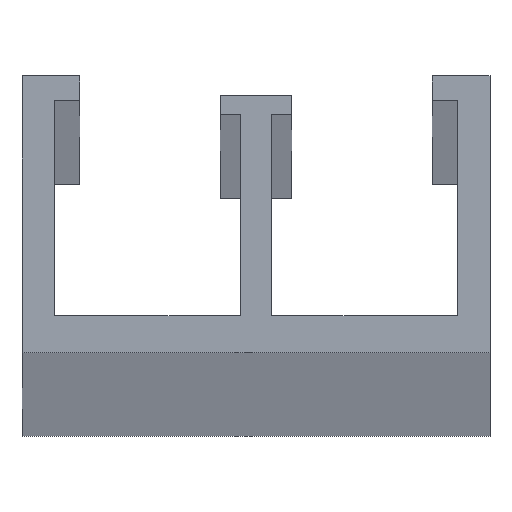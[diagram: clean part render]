
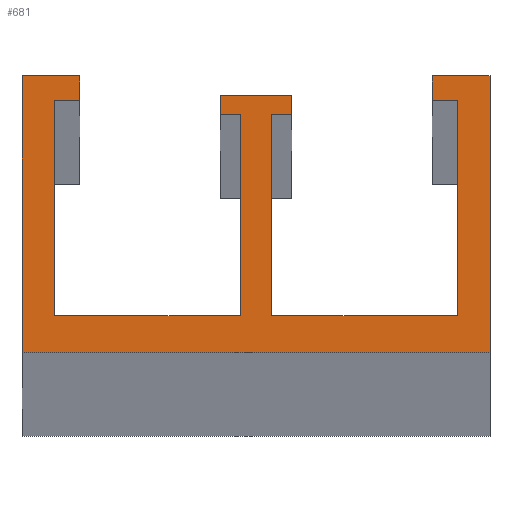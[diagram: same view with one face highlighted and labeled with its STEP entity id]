
A CAD part, top view. The second image highlights one B-rep face of the part: STEP entity #681.
In plain terms, the highlighted planar face has unit normal (0, 0, 1).
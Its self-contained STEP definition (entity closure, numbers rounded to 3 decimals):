
#3 = VERTEX_POINT ( 'NONE', #423 ) ;
#4 = CARTESIAN_POINT ( 'NONE',  ( 12.2, 7.215, 2500. ) ) ;
#11 = CARTESIAN_POINT ( 'NONE',  ( 10.51, 5.915, 2500. ) ) ;
#12 = EDGE_CURVE ( 'NONE', #263, #106, #80, .T. ) ;
#18 = LINE ( 'NONE', #464, #74 ) ;
#19 = VECTOR ( 'NONE', #408, 1000. ) ;
#23 = DIRECTION ( 'NONE',  ( 1., 0., 0. ) ) ;
#26 = LINE ( 'NONE', #459, #607 ) ;
#32 = CARTESIAN_POINT ( 'NONE',  ( -9.2, 7.215, 2500. ) ) ;
#39 = DIRECTION ( 'NONE',  ( 1., 0., 0. ) ) ;
#47 = DIRECTION ( 'NONE',  ( 1., 0., 0. ) ) ;
#48 = VERTEX_POINT ( 'NONE', #520 ) ;
#55 = LINE ( 'NONE', #606, #369 ) ;
#56 = EDGE_CURVE ( 'NONE', #359, #562, #84, .T. ) ;
#60 = LINE ( 'NONE', #4, #159 ) ;
#62 = CARTESIAN_POINT ( 'NONE',  ( -9.2, 7.215, 2500. ) ) ;
#63 = VECTOR ( 'NONE', #39, 1000. ) ;
#67 = EDGE_CURVE ( 'NONE', #3, #462, #247, .T. ) ;
#68 = CARTESIAN_POINT ( 'NONE',  ( 9.2, 7.215, 2500. ) ) ;
#70 = ORIENTED_EDGE ( 'NONE', *, *, #665, .F. ) ;
#72 = CARTESIAN_POINT ( 'NONE',  ( -9.2, 5.915, 2500. ) ) ;
#74 = VECTOR ( 'NONE', #622, 1000. ) ;
#75 = CARTESIAN_POINT ( 'NONE',  ( -1.865, 5.185, 2500. ) ) ;
#80 = LINE ( 'NONE', #303, #389 ) ;
#84 = LINE ( 'NONE', #473, #88 ) ;
#86 = DIRECTION ( 'NONE',  ( 0., 0., -1. ) ) ;
#88 = VECTOR ( 'NONE', #23, 1000. ) ;
#91 = ORIENTED_EDGE ( 'NONE', *, *, #465, .T. ) ;
#99 = EDGE_CURVE ( 'NONE', #228, #443, #18, .T. ) ;
#101 = ORIENTED_EDGE ( 'NONE', *, *, #99, .T. ) ;
#106 = VERTEX_POINT ( 'NONE', #290 ) ;
#116 = CARTESIAN_POINT ( 'NONE',  ( -10.51, 5.915, 2500. ) ) ;
#122 = CARTESIAN_POINT ( 'NONE',  ( 0.815, -5.305, 2500. ) ) ;
#126 = LINE ( 'NONE', #283, #377 ) ;
#130 = LINE ( 'NONE', #122, #552 ) ;
#143 = VERTEX_POINT ( 'NONE', #683 ) ;
#144 = EDGE_CURVE ( 'NONE', #375, #559, #130, .T. ) ;
#150 = VERTEX_POINT ( 'NONE', #72 ) ;
#151 = EDGE_CURVE ( 'NONE', #707, #228, #186, .T. ) ;
#152 = LINE ( 'NONE', #256, #63 ) ;
#155 = ORIENTED_EDGE ( 'NONE', *, *, #460, .T. ) ;
#158 = ORIENTED_EDGE ( 'NONE', *, *, #483, .F. ) ;
#159 = VECTOR ( 'NONE', #235, 1000. ) ;
#162 = EDGE_CURVE ( 'NONE', #226, #106, #560, .T. ) ;
#165 = ORIENTED_EDGE ( 'NONE', *, *, #67, .F. ) ;
#171 = ORIENTED_EDGE ( 'NONE', *, *, #545, .F. ) ;
#179 = EDGE_CURVE ( 'NONE', #462, #562, #26, .T. ) ;
#186 = LINE ( 'NONE', #396, #245 ) ;
#189 = CARTESIAN_POINT ( 'NONE',  ( 12.2, -7.215, 2500. ) ) ;
#192 = ORIENTED_EDGE ( 'NONE', *, *, #570, .F. ) ;
#193 = CARTESIAN_POINT ( 'NONE',  ( -12.2, 7.215, 2500. ) ) ;
#207 = CARTESIAN_POINT ( 'NONE',  ( 1.865, 5.185, 2500. ) ) ;
#210 = AXIS2_PLACEMENT_3D ( 'NONE', #636, #86, #491 ) ;
#226 = VERTEX_POINT ( 'NONE', #317 ) ;
#228 = VERTEX_POINT ( 'NONE', #422 ) ;
#235 = DIRECTION ( 'NONE',  ( 0., -1., 0. ) ) ;
#236 = EDGE_CURVE ( 'NONE', #443, #559, #590, .T. ) ;
#243 = DIRECTION ( 'NONE',  ( 1., 0., 0. ) ) ;
#245 = VECTOR ( 'NONE', #613, 1000. ) ;
#246 = VECTOR ( 'NONE', #305, 1000. ) ;
#247 = LINE ( 'NONE', #519, #328 ) ;
#254 = ORIENTED_EDGE ( 'NONE', *, *, #144, .F. ) ;
#256 = CARTESIAN_POINT ( 'NONE',  ( -10.51, -5.305, 2500. ) ) ;
#257 = CARTESIAN_POINT ( 'NONE',  ( 10.51, 5.915, 2500. ) ) ;
#263 = VERTEX_POINT ( 'NONE', #426 ) ;
#267 = CARTESIAN_POINT ( 'NONE',  ( 10.51, -5.305, 2500. ) ) ;
#274 = ORIENTED_EDGE ( 'NONE', *, *, #486, .F. ) ;
#277 = VECTOR ( 'NONE', #308, 1000. ) ;
#283 = CARTESIAN_POINT ( 'NONE',  ( 0.815, -5.305, 2500. ) ) ;
#289 = DIRECTION ( 'NONE',  ( 1., 0., 0. ) ) ;
#290 = CARTESIAN_POINT ( 'NONE',  ( -0.815, 5.185, 2500. ) ) ;
#291 = ORIENTED_EDGE ( 'NONE', *, *, #236, .T. ) ;
#292 = CARTESIAN_POINT ( 'NONE',  ( -12.2, 7.215, 2500. ) ) ;
#296 = LINE ( 'NONE', #292, #19 ) ;
#300 = ORIENTED_EDGE ( 'NONE', *, *, #179, .F. ) ;
#303 = CARTESIAN_POINT ( 'NONE',  ( -0.815, -5.305, 2500. ) ) ;
#304 = VERTEX_POINT ( 'NONE', #546 ) ;
#305 = DIRECTION ( 'NONE',  ( 1., 0., 0. ) ) ;
#308 = DIRECTION ( 'NONE',  ( 0., -1., 0. ) ) ;
#313 = DIRECTION ( 'NONE',  ( 0., 1., 0. ) ) ;
#317 = CARTESIAN_POINT ( 'NONE',  ( -1.865, 5.185, 2500. ) ) ;
#322 = ORIENTED_EDGE ( 'NONE', *, *, #12, .F. ) ;
#323 = CARTESIAN_POINT ( 'NONE',  ( 0.815, -5.305, 2500. ) ) ;
#326 = ORIENTED_EDGE ( 'NONE', *, *, #603, .T. ) ;
#328 = VECTOR ( 'NONE', #686, 1000. ) ;
#336 = EDGE_CURVE ( 'NONE', #670, #487, #55, .T. ) ;
#339 = DIRECTION ( 'NONE',  ( 0., -1., 0. ) ) ;
#344 = LINE ( 'NONE', #395, #463 ) ;
#345 = DIRECTION ( 'NONE',  ( 1., 0., 0. ) ) ;
#351 = CARTESIAN_POINT ( 'NONE',  ( 1.865, 6.185, 2500. ) ) ;
#356 = VECTOR ( 'NONE', #532, 1000. ) ;
#359 = VERTEX_POINT ( 'NONE', #494 ) ;
#369 = VECTOR ( 'NONE', #47, 1000. ) ;
#375 = VERTEX_POINT ( 'NONE', #323 ) ;
#377 = VECTOR ( 'NONE', #505, 1000. ) ;
#389 = VECTOR ( 'NONE', #313, 1000. ) ;
#395 = CARTESIAN_POINT ( 'NONE',  ( -12.2, -7.215, 2500. ) ) ;
#396 = CARTESIAN_POINT ( 'NONE',  ( 9.2, 7.215, 2500. ) ) ;
#408 = DIRECTION ( 'NONE',  ( 0., -1., 0. ) ) ;
#421 = LINE ( 'NONE', #32, #277 ) ;
#422 = CARTESIAN_POINT ( 'NONE',  ( 9.2, 5.915, 2500. ) ) ;
#423 = CARTESIAN_POINT ( 'NONE',  ( -1.865, 6.185, 2500. ) ) ;
#426 = CARTESIAN_POINT ( 'NONE',  ( -0.815, -5.305, 2500. ) ) ;
#428 = VECTOR ( 'NONE', #345, 1000. ) ;
#435 = EDGE_CURVE ( 'NONE', #143, #454, #344, .T. ) ;
#443 = VERTEX_POINT ( 'NONE', #11 ) ;
#454 = VERTEX_POINT ( 'NONE', #189 ) ;
#459 = CARTESIAN_POINT ( 'NONE',  ( 1.865, 6.185, 2500. ) ) ;
#460 = EDGE_CURVE ( 'NONE', #375, #359, #126, .T. ) ;
#462 = VERTEX_POINT ( 'NONE', #351 ) ;
#463 = VECTOR ( 'NONE', #624, 1000. ) ;
#464 = CARTESIAN_POINT ( 'NONE',  ( 9.2, 5.915, 2500. ) ) ;
#465 = EDGE_CURVE ( 'NONE', #670, #143, #296, .T. ) ;
#473 = CARTESIAN_POINT ( 'NONE',  ( 0.815, 5.185, 2500. ) ) ;
#476 = VECTOR ( 'NONE', #339, 1000. ) ;
#483 = EDGE_CURVE ( 'NONE', #575, #454, #60, .T. ) ;
#486 = EDGE_CURVE ( 'NONE', #304, #48, #671, .T. ) ;
#487 = VERTEX_POINT ( 'NONE', #62 ) ;
#491 = DIRECTION ( 'NONE',  ( -1., 0., 0. ) ) ;
#494 = CARTESIAN_POINT ( 'NONE',  ( 0.815, 5.185, 2500. ) ) ;
#505 = DIRECTION ( 'NONE',  ( 0., 1., 0. ) ) ;
#514 = DIRECTION ( 'NONE',  ( 0., -1., 0. ) ) ;
#519 = CARTESIAN_POINT ( 'NONE',  ( -1.865, 6.185, 2500. ) ) ;
#520 = CARTESIAN_POINT ( 'NONE',  ( -10.51, -5.305, 2500. ) ) ;
#529 = ORIENTED_EDGE ( 'NONE', *, *, #56, .T. ) ;
#532 = DIRECTION ( 'NONE',  ( 0., -1., 0. ) ) ;
#545 = EDGE_CURVE ( 'NONE', #707, #575, #563, .T. ) ;
#546 = CARTESIAN_POINT ( 'NONE',  ( -10.51, 5.915, 2500. ) ) ;
#550 = ORIENTED_EDGE ( 'NONE', *, *, #336, .F. ) ;
#552 = VECTOR ( 'NONE', #243, 1000. ) ;
#559 = VERTEX_POINT ( 'NONE', #267 ) ;
#560 = LINE ( 'NONE', #75, #428 ) ;
#562 = VERTEX_POINT ( 'NONE', #207 ) ;
#563 = LINE ( 'NONE', #68, #572 ) ;
#570 = EDGE_CURVE ( 'NONE', #487, #150, #421, .T. ) ;
#572 = VECTOR ( 'NONE', #289, 1000. ) ;
#575 = VERTEX_POINT ( 'NONE', #699 ) ;
#577 = LINE ( 'NONE', #646, #246 ) ;
#585 = DIRECTION ( 'NONE',  ( 0., -1., 0. ) ) ;
#588 = CARTESIAN_POINT ( 'NONE',  ( -1.865, 6.185, 2500. ) ) ;
#590 = LINE ( 'NONE', #257, #356 ) ;
#592 = CARTESIAN_POINT ( 'NONE',  ( 9.2, 7.215, 2500. ) ) ;
#603 = EDGE_CURVE ( 'NONE', #3, #226, #641, .T. ) ;
#606 = CARTESIAN_POINT ( 'NONE',  ( -12.2, 7.215, 2500. ) ) ;
#607 = VECTOR ( 'NONE', #514, 1000. ) ;
#609 = ORIENTED_EDGE ( 'NONE', *, *, #151, .T. ) ;
#613 = DIRECTION ( 'NONE',  ( 0., -1., 0. ) ) ;
#615 = ORIENTED_EDGE ( 'NONE', *, *, #435, .T. ) ;
#620 = ORIENTED_EDGE ( 'NONE', *, *, #657, .T. ) ;
#622 = DIRECTION ( 'NONE',  ( 1., 0., 0. ) ) ;
#624 = DIRECTION ( 'NONE',  ( 1., 0., 0. ) ) ;
#632 = PLANE ( 'NONE',  #210 ) ;
#636 = CARTESIAN_POINT ( 'NONE',  ( 0., 0., 2500. ) ) ;
#638 = ORIENTED_EDGE ( 'NONE', *, *, #162, .T. ) ;
#641 = LINE ( 'NONE', #588, #678 ) ;
#646 = CARTESIAN_POINT ( 'NONE',  ( -10.51, 5.915, 2500. ) ) ;
#657 = EDGE_CURVE ( 'NONE', #304, #150, #577, .T. ) ;
#665 = EDGE_CURVE ( 'NONE', #48, #263, #152, .T. ) ;
#670 = VERTEX_POINT ( 'NONE', #193 ) ;
#671 = LINE ( 'NONE', #116, #476 ) ;
#678 = VECTOR ( 'NONE', #585, 1000. ) ;
#681 = ADVANCED_FACE ( 'NONE', ( #693 ), #632, .F. ) ;
#683 = CARTESIAN_POINT ( 'NONE',  ( -12.2, -7.215, 2500. ) ) ;
#686 = DIRECTION ( 'NONE',  ( 1., 0., 0. ) ) ;
#693 = FACE_OUTER_BOUND ( 'NONE', #709, .T. ) ;
#699 = CARTESIAN_POINT ( 'NONE',  ( 12.2, 7.215, 2500. ) ) ;
#707 = VERTEX_POINT ( 'NONE', #592 ) ;
#709 = EDGE_LOOP ( 'NONE', ( #550, #91, #615, #158, #171, #609, #101, #291, #254, #155, #529, #300, #165, #326, #638, #322, #70, #274, #620, #192 ) ) ;
